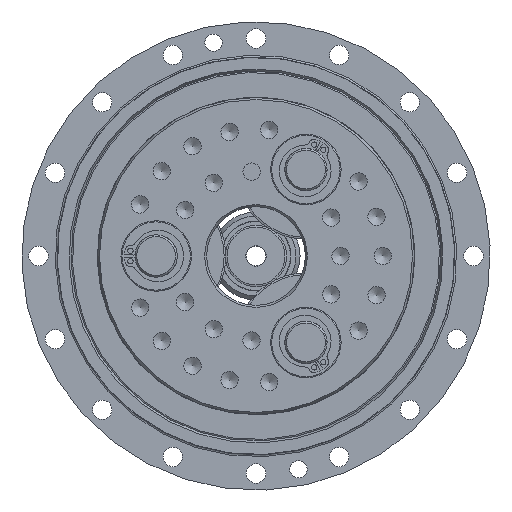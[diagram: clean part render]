
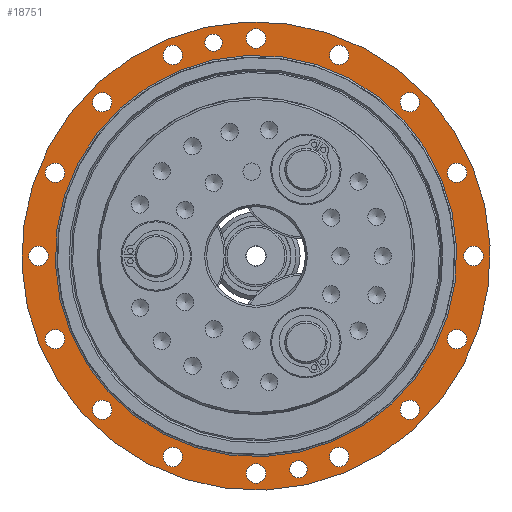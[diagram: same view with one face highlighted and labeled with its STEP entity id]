
A CAD part, left-side view. The second image highlights one B-rep face of the part: STEP entity #18751.
In plain terms, the highlighted planar face has unit normal (-1, 0, 0).
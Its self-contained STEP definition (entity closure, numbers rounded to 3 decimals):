
#535=FACE_BOUND('',#3268,.T.);
#536=FACE_BOUND('',#3269,.T.);
#537=FACE_BOUND('',#3270,.T.);
#538=FACE_BOUND('',#3271,.T.);
#539=FACE_BOUND('',#3272,.T.);
#540=FACE_BOUND('',#3273,.T.);
#541=FACE_BOUND('',#3274,.T.);
#542=FACE_BOUND('',#3275,.T.);
#543=FACE_BOUND('',#3276,.T.);
#544=FACE_BOUND('',#3277,.T.);
#545=FACE_BOUND('',#3278,.T.);
#546=FACE_BOUND('',#3279,.T.);
#547=FACE_BOUND('',#3280,.T.);
#548=FACE_BOUND('',#3281,.T.);
#549=FACE_BOUND('',#3282,.T.);
#550=FACE_BOUND('',#3283,.T.);
#551=FACE_BOUND('',#3284,.T.);
#552=FACE_BOUND('',#3285,.T.);
#553=FACE_BOUND('',#3286,.T.);
#947=PLANE('',#21400);
#1995=FACE_OUTER_BOUND('',#3267,.T.);
#3267=EDGE_LOOP('',(#15913));
#3268=EDGE_LOOP('',(#15914));
#3269=EDGE_LOOP('',(#15915));
#3270=EDGE_LOOP('',(#15916));
#3271=EDGE_LOOP('',(#15917));
#3272=EDGE_LOOP('',(#15918));
#3273=EDGE_LOOP('',(#15919));
#3274=EDGE_LOOP('',(#15920));
#3275=EDGE_LOOP('',(#15921));
#3276=EDGE_LOOP('',(#15922));
#3277=EDGE_LOOP('',(#15923));
#3278=EDGE_LOOP('',(#15924));
#3279=EDGE_LOOP('',(#15925));
#3280=EDGE_LOOP('',(#15926));
#3281=EDGE_LOOP('',(#15927));
#3282=EDGE_LOOP('',(#15928));
#3283=EDGE_LOOP('',(#15929));
#3284=EDGE_LOOP('',(#15930));
#3285=EDGE_LOOP('',(#15931));
#3286=EDGE_LOOP('',(#15932));
#6572=CIRCLE('',#21308,66.5);
#6582=CIRCLE('',#21326,2.75);
#6584=CIRCLE('',#21329,2.75);
#6586=CIRCLE('',#21332,2.75);
#6588=CIRCLE('',#21335,2.75);
#6590=CIRCLE('',#21338,2.75);
#6592=CIRCLE('',#21341,2.75);
#6594=CIRCLE('',#21344,2.75);
#6596=CIRCLE('',#21347,2.75);
#6598=CIRCLE('',#21350,2.75);
#6600=CIRCLE('',#21353,2.75);
#6602=CIRCLE('',#21356,2.75);
#6604=CIRCLE('',#21359,2.75);
#6606=CIRCLE('',#21362,2.75);
#6608=CIRCLE('',#21365,2.75);
#6610=CIRCLE('',#21368,2.75);
#6612=CIRCLE('',#21371,2.75);
#6614=CIRCLE('',#21374,2.459);
#6616=CIRCLE('',#21377,2.459);
#6630=CIRCLE('',#21401,57.);
#8320=VERTEX_POINT('',#34513);
#8330=VERTEX_POINT('',#34546);
#8332=VERTEX_POINT('',#34552);
#8334=VERTEX_POINT('',#34558);
#8336=VERTEX_POINT('',#34564);
#8338=VERTEX_POINT('',#34570);
#8340=VERTEX_POINT('',#34576);
#8342=VERTEX_POINT('',#34582);
#8344=VERTEX_POINT('',#34588);
#8346=VERTEX_POINT('',#34594);
#8348=VERTEX_POINT('',#34600);
#8350=VERTEX_POINT('',#34606);
#8352=VERTEX_POINT('',#34612);
#8354=VERTEX_POINT('',#34618);
#8356=VERTEX_POINT('',#34624);
#8358=VERTEX_POINT('',#34630);
#8360=VERTEX_POINT('',#34636);
#8362=VERTEX_POINT('',#34642);
#8364=VERTEX_POINT('',#34648);
#8378=VERTEX_POINT('',#34693);
#10825=EDGE_CURVE('',#8320,#8320,#6572,.T.);
#10839=EDGE_CURVE('',#8330,#8330,#6582,.T.);
#10842=EDGE_CURVE('',#8332,#8332,#6584,.T.);
#10845=EDGE_CURVE('',#8334,#8334,#6586,.T.);
#10848=EDGE_CURVE('',#8336,#8336,#6588,.T.);
#10851=EDGE_CURVE('',#8338,#8338,#6590,.T.);
#10854=EDGE_CURVE('',#8340,#8340,#6592,.T.);
#10857=EDGE_CURVE('',#8342,#8342,#6594,.T.);
#10860=EDGE_CURVE('',#8344,#8344,#6596,.T.);
#10863=EDGE_CURVE('',#8346,#8346,#6598,.T.);
#10866=EDGE_CURVE('',#8348,#8348,#6600,.T.);
#10869=EDGE_CURVE('',#8350,#8350,#6602,.T.);
#10872=EDGE_CURVE('',#8352,#8352,#6604,.T.);
#10875=EDGE_CURVE('',#8354,#8354,#6606,.T.);
#10878=EDGE_CURVE('',#8356,#8356,#6608,.T.);
#10881=EDGE_CURVE('',#8358,#8358,#6610,.T.);
#10884=EDGE_CURVE('',#8360,#8360,#6612,.T.);
#10887=EDGE_CURVE('',#8362,#8362,#6614,.T.);
#10890=EDGE_CURVE('',#8364,#8364,#6616,.T.);
#10911=EDGE_CURVE('',#8378,#8378,#6630,.T.);
#15913=ORIENTED_EDGE('',*,*,#10825,.T.);
#15914=ORIENTED_EDGE('',*,*,#10839,.T.);
#15915=ORIENTED_EDGE('',*,*,#10842,.T.);
#15916=ORIENTED_EDGE('',*,*,#10845,.T.);
#15917=ORIENTED_EDGE('',*,*,#10848,.T.);
#15918=ORIENTED_EDGE('',*,*,#10851,.T.);
#15919=ORIENTED_EDGE('',*,*,#10854,.T.);
#15920=ORIENTED_EDGE('',*,*,#10857,.T.);
#15921=ORIENTED_EDGE('',*,*,#10860,.T.);
#15922=ORIENTED_EDGE('',*,*,#10863,.T.);
#15923=ORIENTED_EDGE('',*,*,#10866,.T.);
#15924=ORIENTED_EDGE('',*,*,#10869,.T.);
#15925=ORIENTED_EDGE('',*,*,#10872,.T.);
#15926=ORIENTED_EDGE('',*,*,#10875,.T.);
#15927=ORIENTED_EDGE('',*,*,#10878,.T.);
#15928=ORIENTED_EDGE('',*,*,#10881,.T.);
#15929=ORIENTED_EDGE('',*,*,#10884,.T.);
#15930=ORIENTED_EDGE('',*,*,#10887,.T.);
#15931=ORIENTED_EDGE('',*,*,#10890,.T.);
#15932=ORIENTED_EDGE('',*,*,#10911,.F.);
#18751=ADVANCED_FACE('',(#1995,#535,#536,#537,#538,#539,#540,#541,#542,
#543,#544,#545,#546,#547,#548,#549,#550,#551,#552,#553),#947,.F.);
#21308=AXIS2_PLACEMENT_3D('',#34515,#27243,#27244);
#21326=AXIS2_PLACEMENT_3D('',#34547,#27283,#27284);
#21329=AXIS2_PLACEMENT_3D('',#34553,#27290,#27291);
#21332=AXIS2_PLACEMENT_3D('',#34559,#27297,#27298);
#21335=AXIS2_PLACEMENT_3D('',#34565,#27304,#27305);
#21338=AXIS2_PLACEMENT_3D('',#34571,#27311,#27312);
#21341=AXIS2_PLACEMENT_3D('',#34577,#27318,#27319);
#21344=AXIS2_PLACEMENT_3D('',#34583,#27325,#27326);
#21347=AXIS2_PLACEMENT_3D('',#34589,#27332,#27333);
#21350=AXIS2_PLACEMENT_3D('',#34595,#27339,#27340);
#21353=AXIS2_PLACEMENT_3D('',#34601,#27346,#27347);
#21356=AXIS2_PLACEMENT_3D('',#34607,#27353,#27354);
#21359=AXIS2_PLACEMENT_3D('',#34613,#27360,#27361);
#21362=AXIS2_PLACEMENT_3D('',#34619,#27367,#27368);
#21365=AXIS2_PLACEMENT_3D('',#34625,#27374,#27375);
#21368=AXIS2_PLACEMENT_3D('',#34631,#27381,#27382);
#21371=AXIS2_PLACEMENT_3D('',#34637,#27388,#27389);
#21374=AXIS2_PLACEMENT_3D('',#34643,#27395,#27396);
#21377=AXIS2_PLACEMENT_3D('',#34649,#27402,#27403);
#21400=AXIS2_PLACEMENT_3D('',#34692,#27455,#27456);
#21401=AXIS2_PLACEMENT_3D('',#34694,#27457,#27458);
#27243=DIRECTION('center_axis',(-1.,0.,0.));
#27244=DIRECTION('ref_axis',(0.,0.383,0.924));
#27283=DIRECTION('center_axis',(1.,0.,0.));
#27284=DIRECTION('ref_axis',(0.,0.383,0.924));
#27290=DIRECTION('center_axis',(1.,0.,0.));
#27291=DIRECTION('ref_axis',(0.,0.,1.));
#27297=DIRECTION('center_axis',(1.,0.,0.));
#27298=DIRECTION('ref_axis',(0.,-0.383,0.924));
#27304=DIRECTION('center_axis',(1.,0.,0.));
#27305=DIRECTION('ref_axis',(0.,-0.707,0.707));
#27311=DIRECTION('center_axis',(1.,0.,0.));
#27312=DIRECTION('ref_axis',(0.,-0.924,0.383));
#27318=DIRECTION('center_axis',(1.,0.,0.));
#27319=DIRECTION('ref_axis',(0.,-1.,0.));
#27325=DIRECTION('center_axis',(1.,0.,0.));
#27326=DIRECTION('ref_axis',(0.,-0.924,-0.383));
#27332=DIRECTION('center_axis',(1.,0.,0.));
#27333=DIRECTION('ref_axis',(0.,-0.707,-0.707));
#27339=DIRECTION('center_axis',(1.,0.,0.));
#27340=DIRECTION('ref_axis',(0.,-0.383,-0.924));
#27346=DIRECTION('center_axis',(1.,0.,0.));
#27347=DIRECTION('ref_axis',(0.,0.,-1.));
#27353=DIRECTION('center_axis',(1.,0.,0.));
#27354=DIRECTION('ref_axis',(0.,0.383,-0.924));
#27360=DIRECTION('center_axis',(1.,0.,0.));
#27361=DIRECTION('ref_axis',(0.,0.707,-0.707));
#27367=DIRECTION('center_axis',(1.,0.,0.));
#27368=DIRECTION('ref_axis',(0.,0.924,-0.383));
#27374=DIRECTION('center_axis',(1.,0.,0.));
#27375=DIRECTION('ref_axis',(0.,1.,0.));
#27381=DIRECTION('center_axis',(1.,0.,0.));
#27382=DIRECTION('ref_axis',(0.,0.924,0.383));
#27388=DIRECTION('center_axis',(1.,0.,0.));
#27389=DIRECTION('ref_axis',(0.,0.707,0.707));
#27395=DIRECTION('center_axis',(1.,0.,0.));
#27396=DIRECTION('ref_axis',(0.,0.383,0.924));
#27402=DIRECTION('center_axis',(1.,0.,0.));
#27403=DIRECTION('ref_axis',(0.,-0.383,-0.924));
#27455=DIRECTION('center_axis',(1.,0.,0.));
#27456=DIRECTION('ref_axis',(0.,-0.383,-0.924));
#27457=DIRECTION('center_axis',(-1.,0.,0.));
#27458=DIRECTION('ref_axis',(0.,0.383,0.924));
#34513=CARTESIAN_POINT('',(34.,-25.448,-61.438));
#34515=CARTESIAN_POINT('Origin',(34.,0.,0.));
#34546=CARTESIAN_POINT('',(34.,55.997,-26.171));
#34547=CARTESIAN_POINT('Origin',(34.,57.05,-23.631));
#34552=CARTESIAN_POINT('',(34.,61.75,-2.75));
#34553=CARTESIAN_POINT('Origin',(34.,61.75,0.));
#34558=CARTESIAN_POINT('',(34.,58.102,21.09));
#34559=CARTESIAN_POINT('Origin',(34.,57.05,23.631));
#34564=CARTESIAN_POINT('',(34.,45.608,41.719));
#34565=CARTESIAN_POINT('Origin',(34.,43.664,43.664));
#34570=CARTESIAN_POINT('',(34.,26.171,55.997));
#34571=CARTESIAN_POINT('Origin',(34.,23.631,57.05));
#34576=CARTESIAN_POINT('',(34.,2.75,61.75));
#34577=CARTESIAN_POINT('Origin',(34.,0.,61.75));
#34582=CARTESIAN_POINT('',(34.,-21.09,58.102));
#34583=CARTESIAN_POINT('Origin',(34.,-23.631,57.05));
#34588=CARTESIAN_POINT('',(34.,-41.719,45.608));
#34589=CARTESIAN_POINT('Origin',(34.,-43.664,43.664));
#34594=CARTESIAN_POINT('',(34.,-55.997,26.171));
#34595=CARTESIAN_POINT('Origin',(34.,-57.05,23.631));
#34600=CARTESIAN_POINT('',(34.,-61.75,2.75));
#34601=CARTESIAN_POINT('Origin',(34.,-61.75,0.));
#34606=CARTESIAN_POINT('',(34.,-58.102,-21.09));
#34607=CARTESIAN_POINT('Origin',(34.,-57.05,-23.631));
#34612=CARTESIAN_POINT('',(34.,-45.608,-41.719));
#34613=CARTESIAN_POINT('Origin',(34.,-43.664,-43.664));
#34618=CARTESIAN_POINT('',(34.,-26.171,-55.997));
#34619=CARTESIAN_POINT('Origin',(34.,-23.631,-57.05));
#34624=CARTESIAN_POINT('',(34.,-2.75,-61.75));
#34625=CARTESIAN_POINT('Origin',(34.,0.,-61.75));
#34630=CARTESIAN_POINT('',(34.,21.09,-58.102));
#34631=CARTESIAN_POINT('Origin',(34.,23.631,-57.05));
#34636=CARTESIAN_POINT('',(34.,41.719,-45.608));
#34637=CARTESIAN_POINT('Origin',(34.,43.664,-43.664));
#34642=CARTESIAN_POINT('',(34.,11.106,58.292));
#34643=CARTESIAN_POINT('Origin',(34.,12.047,60.563));
#34648=CARTESIAN_POINT('',(34.,-11.106,-58.292));
#34649=CARTESIAN_POINT('Origin',(34.,-12.047,-60.563));
#34692=CARTESIAN_POINT('Origin',(34.,0.,0.));
#34693=CARTESIAN_POINT('',(34.,21.813,52.661));
#34694=CARTESIAN_POINT('Origin',(34.,0.,0.));
